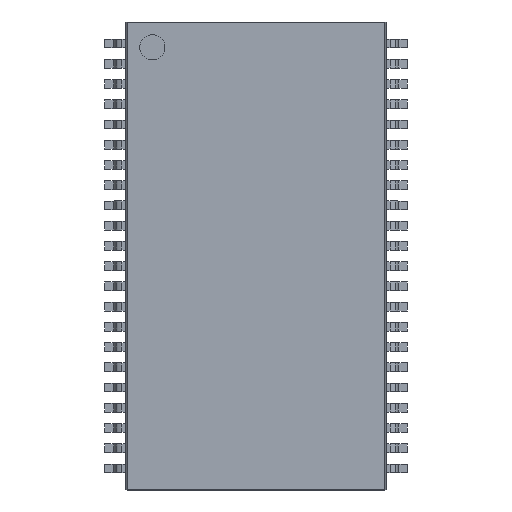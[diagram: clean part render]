
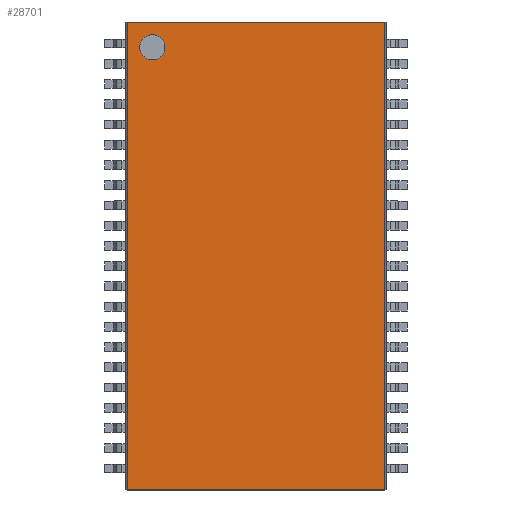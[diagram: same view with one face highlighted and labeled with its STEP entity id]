
A CAD part, top view. The second image highlights one B-rep face of the part: STEP entity #28701.
In plain terms, the highlighted planar face has unit normal (0, 0, 1).
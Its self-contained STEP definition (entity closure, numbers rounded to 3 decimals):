
#28549=CARTESIAN_POINT('',(-3.598,8.25,1.2));
#28550=VERTEX_POINT('',#28549);
#28566=CARTESIAN_POINT('',(-4.598,8.25,1.2));
#28567=VERTEX_POINT('',#28566);
#28574=CARTESIAN_POINT('',(-4.098,8.25,1.2));
#28575=DIRECTION('',(0.0,0.0,-1.0));
#28576=DIRECTION('',(1.0,0.0,0.0));
#28577=AXIS2_PLACEMENT_3D('',#28574,#28575,#28576);
#28578=CIRCLE('',#28577,0.5);
#28579=EDGE_CURVE('',#28550,#28567,#28578,.T.);
#28590=CARTESIAN_POINT('',(-4.098,8.25,1.2));
#28591=DIRECTION('',(0.0,0.0,-1.0));
#28592=DIRECTION('',(1.0,0.0,0.0));
#28593=AXIS2_PLACEMENT_3D('',#28590,#28591,#28592);
#28594=CIRCLE('',#28593,0.5);
#28595=EDGE_CURVE('',#28567,#28550,#28594,.T.);
#28658=CARTESIAN_POINT('',(5.078,-11.25,1.2));
#28659=DIRECTION('',(0.0,0.0,1.0));
#28660=DIRECTION('',(0.0,-1.0,0.0));
#28661=AXIS2_PLACEMENT_3D('',#28658,#28659,#28660);
#28662=PLANE('',#28661);
#28663=CARTESIAN_POINT('',(5.098,9.25,1.2));
#28664=VERTEX_POINT('',#28663);
#28665=CARTESIAN_POINT('',(-5.098,9.25,1.2));
#28666=VERTEX_POINT('',#28665);
#28667=CARTESIAN_POINT('',(5.098,9.25,1.2));
#28668=DIRECTION('',(-1.0,0.0,0.0));
#28669=VECTOR('',#28668,10.196);
#28670=LINE('',#28667,#28669);
#28671=EDGE_CURVE('',#28664,#28666,#28670,.T.);
#28672=ORIENTED_EDGE('',*,*,#28671,.T.);
#28673=CARTESIAN_POINT('',(-5.098,-9.25,1.2));
#28674=VERTEX_POINT('',#28673);
#28675=CARTESIAN_POINT('',(-5.098,-9.25,1.2));
#28676=DIRECTION('',(0.0,1.0,0.0));
#28677=VECTOR('',#28676,18.5);
#28678=LINE('',#28675,#28677);
#28679=EDGE_CURVE('',#28674,#28666,#28678,.T.);
#28680=ORIENTED_EDGE('',*,*,#28679,.F.);
#28681=CARTESIAN_POINT('',(5.098,-9.25,1.2));
#28682=VERTEX_POINT('',#28681);
#28683=CARTESIAN_POINT('',(-5.098,-9.25,1.2));
#28684=DIRECTION('',(1.0,0.0,0.0));
#28685=VECTOR('',#28684,10.196);
#28686=LINE('',#28683,#28685);
#28687=EDGE_CURVE('',#28674,#28682,#28686,.T.);
#28688=ORIENTED_EDGE('',*,*,#28687,.T.);
#28689=CARTESIAN_POINT('',(5.098,-9.25,1.2));
#28690=DIRECTION('',(0.0,1.0,0.0));
#28691=VECTOR('',#28690,18.5);
#28692=LINE('',#28689,#28691);
#28693=EDGE_CURVE('',#28682,#28664,#28692,.T.);
#28694=ORIENTED_EDGE('',*,*,#28693,.T.);
#28695=EDGE_LOOP('',(#28672,#28680,#28688,#28694));
#28696=FACE_OUTER_BOUND('',#28695,.T.);
#28697=ORIENTED_EDGE('',*,*,#28579,.T.);
#28698=ORIENTED_EDGE('',*,*,#28595,.T.);
#28699=EDGE_LOOP('',(#28697,#28698));
#28700=FACE_BOUND('',#28699,.T.);
#28701=ADVANCED_FACE('',(#28696,#28700),#28662,.T.);
